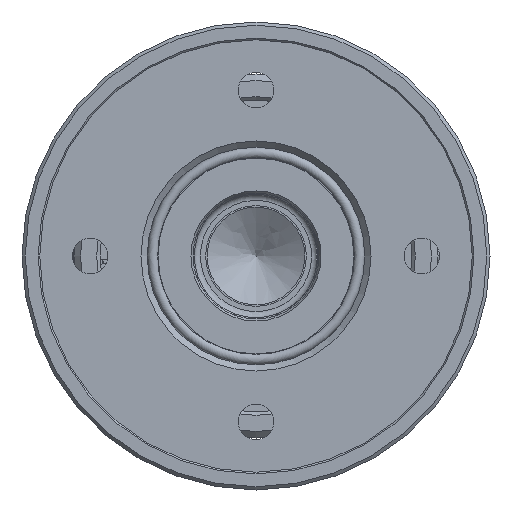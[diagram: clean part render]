
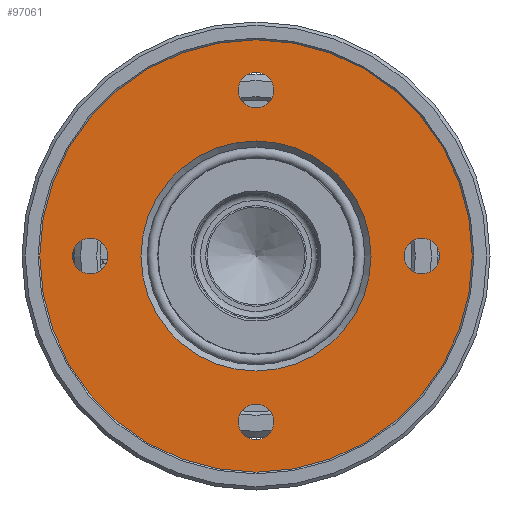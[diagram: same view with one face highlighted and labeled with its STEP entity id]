
A CAD part, left-side view. The second image highlights one B-rep face of the part: STEP entity #97061.
In plain terms, the highlighted planar face has unit normal (-1, 0, 0).
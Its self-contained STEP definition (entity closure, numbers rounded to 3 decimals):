
#96986=CARTESIAN_POINT('',(-83.82,0.,105.6));
#96987=VERTEX_POINT('',#96986);
#96988=CARTESIAN_POINT('',(-83.82,0.,0.));
#96989=DIRECTION('',(-1.0,0.0,0.0));
#96990=DIRECTION('',(0.0,0.0,1.0));
#96991=AXIS2_PLACEMENT_3D('',#96988,#96989,#96990);
#96992=CIRCLE('',#96991,105.6);
#96993=EDGE_CURVE('',#96987,#96987,#96992,.T.);
#96998=CARTESIAN_POINT('',(-83.82,0.,68.675));
#96999=DIRECTION('',(1.0,0.0,0.0));
#97000=DIRECTION('',(0.0,1.0,0.0));
#97001=AXIS2_PLACEMENT_3D('',#96998,#96999,#97000);
#97002=PLANE('',#97001);
#97003=ORIENTED_EDGE('',*,*,#96993,.T.);
#97004=EDGE_LOOP('',(#97003));
#97005=FACE_OUTER_BOUND('',#97004,.T.);
#97006=CARTESIAN_POINT('',(-83.82,81.0,-8.7));
#97007=VERTEX_POINT('',#97006);
#97008=CARTESIAN_POINT('',(-83.82,81.0,0.));
#97009=DIRECTION('',(1.0,0.0,0.0));
#97010=DIRECTION('',(0.0,0.0,1.0));
#97011=AXIS2_PLACEMENT_3D('',#97008,#97009,#97010);
#97012=CIRCLE('',#97011,8.7);
#97013=EDGE_CURVE('',#97007,#97007,#97012,.T.);
#97014=ORIENTED_EDGE('',*,*,#97013,.T.);
#97015=EDGE_LOOP('',(#97014));
#97016=FACE_BOUND('',#97015,.T.);
#97017=CARTESIAN_POINT('',(-83.82,-8.7,-81.));
#97018=VERTEX_POINT('',#97017);
#97019=CARTESIAN_POINT('',(-83.82,0.,-81.));
#97020=DIRECTION('',(1.0,0.0,0.0));
#97021=DIRECTION('',(0.0,1.0,0.0));
#97022=AXIS2_PLACEMENT_3D('',#97019,#97020,#97021);
#97023=CIRCLE('',#97022,8.7);
#97024=EDGE_CURVE('',#97018,#97018,#97023,.T.);
#97025=ORIENTED_EDGE('',*,*,#97024,.T.);
#97026=EDGE_LOOP('',(#97025));
#97027=FACE_BOUND('',#97026,.T.);
#97028=CARTESIAN_POINT('',(-83.82,-81.0,8.7));
#97029=VERTEX_POINT('',#97028);
#97030=CARTESIAN_POINT('',(-83.82,-81.0,0.));
#97031=DIRECTION('',(1.0,0.0,0.0));
#97032=DIRECTION('',(0.0,0.0,-1.0));
#97033=AXIS2_PLACEMENT_3D('',#97030,#97031,#97032);
#97034=CIRCLE('',#97033,8.7);
#97035=EDGE_CURVE('',#97029,#97029,#97034,.T.);
#97036=ORIENTED_EDGE('',*,*,#97035,.T.);
#97037=EDGE_LOOP('',(#97036));
#97038=FACE_BOUND('',#97037,.T.);
#97039=CARTESIAN_POINT('',(-83.82,8.7,81.));
#97040=VERTEX_POINT('',#97039);
#97041=CARTESIAN_POINT('',(-83.82,0.,81.));
#97042=DIRECTION('',(1.0,0.0,0.0));
#97043=DIRECTION('',(0.0,-1.0,0.0));
#97044=AXIS2_PLACEMENT_3D('',#97041,#97042,#97043);
#97045=CIRCLE('',#97044,8.7);
#97046=EDGE_CURVE('',#97040,#97040,#97045,.T.);
#97047=ORIENTED_EDGE('',*,*,#97046,.T.);
#97048=EDGE_LOOP('',(#97047));
#97049=FACE_BOUND('',#97048,.T.);
#97050=CARTESIAN_POINT('',(-83.82,0.,56.178));
#97051=VERTEX_POINT('',#97050);
#97052=CARTESIAN_POINT('',(-83.82,0.,0.));
#97053=DIRECTION('',(1.0,0.0,0.0));
#97054=DIRECTION('',(0.0,0.0,1.0));
#97055=AXIS2_PLACEMENT_3D('',#97052,#97053,#97054);
#97056=CIRCLE('',#97055,56.178);
#97057=EDGE_CURVE('',#97051,#97051,#97056,.T.);
#97058=ORIENTED_EDGE('',*,*,#97057,.T.);
#97059=EDGE_LOOP('',(#97058));
#97060=FACE_BOUND('',#97059,.T.);
#97061=ADVANCED_FACE('',(#97005,#97016,#97027,#97038,#97049,#97060),#97002,.F.);
